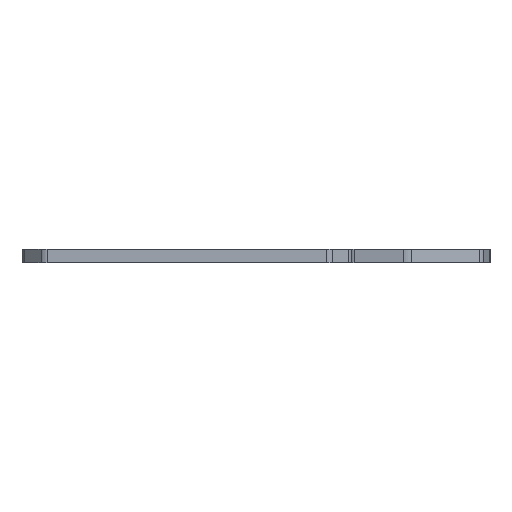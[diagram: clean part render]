
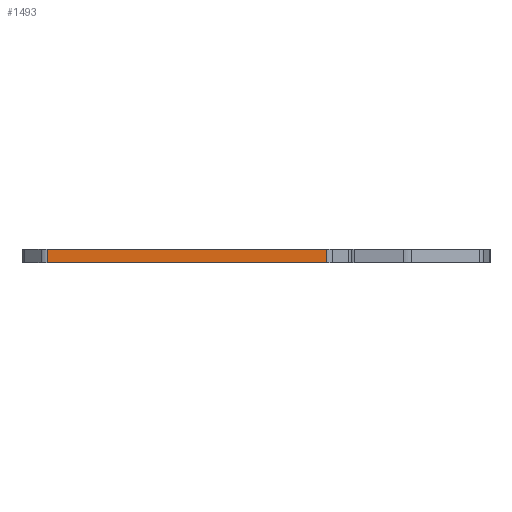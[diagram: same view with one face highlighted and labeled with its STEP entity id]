
A CAD part, left-side view. The second image highlights one B-rep face of the part: STEP entity #1493.
In plain terms, the highlighted planar face has unit normal (-1, 0, 0).
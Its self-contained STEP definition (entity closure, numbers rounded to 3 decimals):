
#42 = DIRECTION ( 'NONE',  ( 0., -1., 0. ) ) ;
#50 = CARTESIAN_POINT ( 'NONE',  ( 0., 0., 0. ) ) ;
#51 = VECTOR ( 'NONE', #155, 1000. ) ;
#112 = EDGE_CURVE ( 'NONE', #395, #2282, #2289, .T. ) ;
#155 = DIRECTION ( 'NONE',  ( 0., 0., -1. ) ) ;
#284 = VERTEX_POINT ( 'NONE', #2819 ) ;
#333 = DIRECTION ( 'NONE',  ( 1., 0., 0. ) ) ;
#395 = VERTEX_POINT ( 'NONE', #2190 ) ;
#516 = DIRECTION ( 'NONE',  ( 0., 0., 1. ) ) ;
#632 = CARTESIAN_POINT ( 'NONE',  ( 0., 5.828, 3.175 ) ) ;
#889 = DIRECTION ( 'NONE',  ( 0., -1., 0. ) ) ;
#936 = CARTESIAN_POINT ( 'NONE',  ( 0., 5.828, 3.175 ) ) ;
#1051 = LINE ( 'NONE', #50, #2406 ) ;
#1056 = CARTESIAN_POINT ( 'NONE',  ( 0., 70.372, 0. ) ) ;
#1157 = ORIENTED_EDGE ( 'NONE', *, *, #1162, .F. ) ;
#1162 = EDGE_CURVE ( 'NONE', #395, #2275, #2526, .T. ) ;
#1278 = ORIENTED_EDGE ( 'NONE', *, *, #2201, .T. ) ;
#1294 = CARTESIAN_POINT ( 'NONE',  ( 0., 0., 3.175 ) ) ;
#1340 = FACE_OUTER_BOUND ( 'NONE', #2823, .T. ) ;
#1493 = ADVANCED_FACE ( 'NONE', ( #1340 ), #1617, .F. ) ;
#1617 = PLANE ( 'NONE',  #2412 ) ;
#1807 = ORIENTED_EDGE ( 'NONE', *, *, #2636, .T. ) ;
#1852 = DIRECTION ( 'NONE',  ( 0., 0., -1. ) ) ;
#1908 = LINE ( 'NONE', #936, #2437 ) ;
#2190 = CARTESIAN_POINT ( 'NONE',  ( 0., 70.372, 3.175 ) ) ;
#2201 = EDGE_CURVE ( 'NONE', #2282, #284, #1051, .T. ) ;
#2273 = ORIENTED_EDGE ( 'NONE', *, *, #112, .T. ) ;
#2275 = VERTEX_POINT ( 'NONE', #632 ) ;
#2282 = VERTEX_POINT ( 'NONE', #1056 ) ;
#2289 = LINE ( 'NONE', #2521, #51 ) ;
#2406 = VECTOR ( 'NONE', #889, 1000. ) ;
#2412 = AXIS2_PLACEMENT_3D ( 'NONE', #2488, #333, #1852 ) ;
#2437 = VECTOR ( 'NONE', #516, 1000. ) ;
#2488 = CARTESIAN_POINT ( 'NONE',  ( 0., 0., 3.175 ) ) ;
#2521 = CARTESIAN_POINT ( 'NONE',  ( 0., 70.372, 0. ) ) ;
#2526 = LINE ( 'NONE', #1294, #2675 ) ;
#2636 = EDGE_CURVE ( 'NONE', #284, #2275, #1908, .T. ) ;
#2675 = VECTOR ( 'NONE', #42, 1000. ) ;
#2819 = CARTESIAN_POINT ( 'NONE',  ( 0., 5.828, 0. ) ) ;
#2823 = EDGE_LOOP ( 'NONE', ( #1278, #1807, #1157, #2273 ) ) ;
